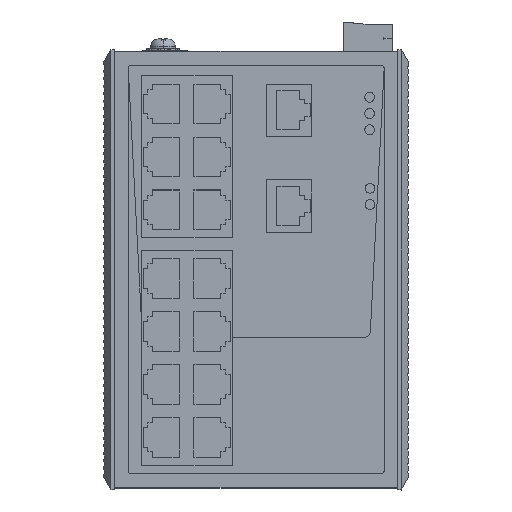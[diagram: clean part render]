
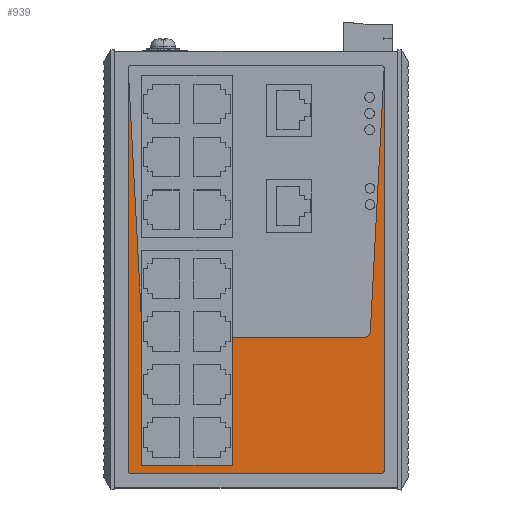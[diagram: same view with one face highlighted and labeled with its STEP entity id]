
A CAD part, top view. The second image highlights one B-rep face of the part: STEP entity #939.
In plain terms, the highlighted planar face has unit normal (0, 0, 1).
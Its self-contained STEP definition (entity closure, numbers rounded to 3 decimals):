
#358=AXIS2_PLACEMENT_3D('Circle Axis2P3D',#356,#357,$) ;
#899=AXIS2_PLACEMENT_3D('Plane Axis2P3D',#896,#897,#898) ;
#908=AXIS2_PLACEMENT_3D('Circle Axis2P3D',#906,#907,$) ;
#922=AXIS2_PLACEMENT_3D('Circle Axis2P3D',#920,#921,$) ;
#42=CARTESIAN_POINT('Vertex',(86.277,129.3,139.82)) ;
#135=CARTESIAN_POINT('Vertex',(7.677,129.3,139.82)) ;
#164=CARTESIAN_POINT('Line Origine',(9.752,89.707,139.82)) ;
#168=CARTESIAN_POINT('Vertex',(11.827,50.113,139.82)) ;
#200=CARTESIAN_POINT('Vertex',(11.827,7.38,139.82)) ;
#224=CARTESIAN_POINT('Line Origine',(11.827,28.747,139.82)) ;
#287=CARTESIAN_POINT('Vertex',(39.607,7.38,139.82)) ;
#290=CARTESIAN_POINT('Line Origine',(39.607,26.973,139.82)) ;
#294=CARTESIAN_POINT('Vertex',(39.607,46.567,139.82)) ;
#324=CARTESIAN_POINT('Line Origine',(59.825,46.567,139.82)) ;
#328=CARTESIAN_POINT('Vertex',(80.043,46.567,139.82)) ;
#356=CARTESIAN_POINT('Axis2P3D Location',(80.043,48.567,139.82)) ;
#360=CARTESIAN_POINT('Vertex',(82.041,48.462,139.82)) ;
#388=CARTESIAN_POINT('Line Origine',(84.159,88.881,139.82)) ;
#773=CARTESIAN_POINT('Vertex',(86.277,5.7,139.82)) ;
#781=CARTESIAN_POINT('Line Origine',(86.277,67.5,139.82)) ;
#880=CARTESIAN_POINT('Vertex',(7.677,5.7,139.82)) ;
#883=CARTESIAN_POINT('Line Origine',(7.677,67.5,139.82)) ;
#896=CARTESIAN_POINT('Axis2P3D Location',(46.977,67.5,139.82)) ;
#901=CARTESIAN_POINT('Line Origine',(25.717,7.38,139.82)) ;
#906=CARTESIAN_POINT('Axis2P3D Location',(8.677,5.7,139.82)) ;
#910=CARTESIAN_POINT('Vertex',(8.677,4.7,139.82)) ;
#913=CARTESIAN_POINT('Line Origine',(46.977,4.7,139.82)) ;
#917=CARTESIAN_POINT('Vertex',(85.277,4.7,139.82)) ;
#920=CARTESIAN_POINT('Axis2P3D Location',(85.277,5.7,139.82)) ;
#165=DIRECTION('Vector Direction',(0.052,-0.999,0.)) ;
#225=DIRECTION('Vector Direction',(0.,1.,0.)) ;
#291=DIRECTION('Vector Direction',(0.,-1.,0.)) ;
#325=DIRECTION('Vector Direction',(1.,0.,0.)) ;
#357=DIRECTION('Axis2P3D Direction',(0.,0.,1.)) ;
#389=DIRECTION('Vector Direction',(-0.052,-0.999,0.)) ;
#782=DIRECTION('Vector Direction',(0.,-1.,0.)) ;
#884=DIRECTION('Vector Direction',(0.,1.,0.)) ;
#897=DIRECTION('Axis2P3D Direction',(0.,0.,-1.)) ;
#898=DIRECTION('Axis2P3D XDirection',(0.,1.,0.)) ;
#902=DIRECTION('Vector Direction',(-1.,0.,0.)) ;
#907=DIRECTION('Axis2P3D Direction',(0.,0.,-1.)) ;
#914=DIRECTION('Vector Direction',(-1.,0.,0.)) ;
#921=DIRECTION('Axis2P3D Direction',(0.,0.,-1.)) ;
#166=VECTOR('Line Direction',#165,1.) ;
#226=VECTOR('Line Direction',#225,1.) ;
#292=VECTOR('Line Direction',#291,1.) ;
#326=VECTOR('Line Direction',#325,1.) ;
#390=VECTOR('Line Direction',#389,1.) ;
#783=VECTOR('Line Direction',#782,1.) ;
#885=VECTOR('Line Direction',#884,1.) ;
#903=VECTOR('Line Direction',#902,1.) ;
#915=VECTOR('Line Direction',#914,1.) ;
#926=ORIENTED_EDGE('',*,*,#392,.F.) ;
#927=ORIENTED_EDGE('',*,*,#362,.F.) ;
#928=ORIENTED_EDGE('',*,*,#330,.F.) ;
#929=ORIENTED_EDGE('',*,*,#296,.T.) ;
#930=ORIENTED_EDGE('',*,*,#905,.T.) ;
#931=ORIENTED_EDGE('',*,*,#228,.T.) ;
#932=ORIENTED_EDGE('',*,*,#170,.F.) ;
#933=ORIENTED_EDGE('',*,*,#887,.F.) ;
#934=ORIENTED_EDGE('',*,*,#912,.F.) ;
#935=ORIENTED_EDGE('',*,*,#919,.F.) ;
#936=ORIENTED_EDGE('',*,*,#924,.F.) ;
#937=ORIENTED_EDGE('',*,*,#785,.F.) ;
#939=ADVANCED_FACE('SWITCH',(#938),#900,.F.) ;
#359=CIRCLE('generated circle',#358,2.) ;
#909=CIRCLE('generated circle',#908,1.) ;
#923=CIRCLE('generated circle',#922,1.) ;
#170=EDGE_CURVE('',#136,#169,#167,.T.) ;
#228=EDGE_CURVE('',#201,#169,#227,.T.) ;
#296=EDGE_CURVE('',#295,#288,#293,.T.) ;
#330=EDGE_CURVE('',#295,#329,#327,.T.) ;
#362=EDGE_CURVE('',#329,#361,#359,.T.) ;
#392=EDGE_CURVE('',#361,#43,#391,.F.) ;
#785=EDGE_CURVE('',#43,#774,#784,.T.) ;
#887=EDGE_CURVE('',#881,#136,#886,.T.) ;
#905=EDGE_CURVE('',#288,#201,#904,.T.) ;
#912=EDGE_CURVE('',#911,#881,#909,.T.) ;
#919=EDGE_CURVE('',#918,#911,#916,.T.) ;
#924=EDGE_CURVE('',#774,#918,#923,.T.) ;
#925=EDGE_LOOP('',(#926,#927,#928,#929,#930,#931,#932,#933,#934,#935,#936,#937)) ;
#938=FACE_OUTER_BOUND('',#925,.T.) ;
#167=LINE('Line',#164,#166) ;
#227=LINE('Line',#224,#226) ;
#293=LINE('Line',#290,#292) ;
#327=LINE('Line',#324,#326) ;
#391=LINE('Line',#388,#390) ;
#784=LINE('Line',#781,#783) ;
#886=LINE('Line',#883,#885) ;
#904=LINE('Line',#901,#903) ;
#916=LINE('Line',#913,#915) ;
#900=PLANE('',#899) ;
#43=VERTEX_POINT('',#42) ;
#136=VERTEX_POINT('',#135) ;
#169=VERTEX_POINT('',#168) ;
#201=VERTEX_POINT('',#200) ;
#288=VERTEX_POINT('',#287) ;
#295=VERTEX_POINT('',#294) ;
#329=VERTEX_POINT('',#328) ;
#361=VERTEX_POINT('',#360) ;
#774=VERTEX_POINT('',#773) ;
#881=VERTEX_POINT('',#880) ;
#911=VERTEX_POINT('',#910) ;
#918=VERTEX_POINT('',#917) ;
